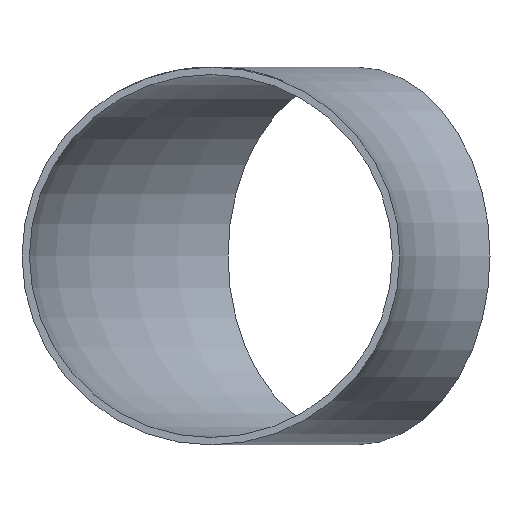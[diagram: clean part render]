
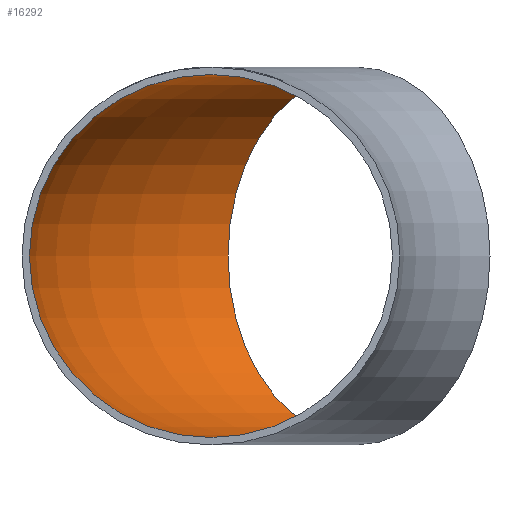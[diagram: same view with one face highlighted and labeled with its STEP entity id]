
A CAD part, front view. The second image highlights one B-rep face of the part: STEP entity #16292.
In plain terms, the highlighted toroidal (fillet/blend) face has major radius 133.5 mm and minor radius 48.8 mm.
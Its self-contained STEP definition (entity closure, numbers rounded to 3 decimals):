
#1175 = CIRCLE ( 'NONE', #15149, 48.8 ) ;
#2111 = DIRECTION ( 'NONE',  ( 0., 0., -1. ) ) ;
#2492 = ORIENTED_EDGE ( 'NONE', *, *, #11994, .T. ) ;
#3313 = ORIENTED_EDGE ( 'NONE', *, *, #5671, .F. ) ;
#3465 = CIRCLE ( 'NONE', #10569, 48.8 ) ;
#4856 = CARTESIAN_POINT ( 'NONE',  ( -128.906, 128.906, 0. ) ) ;
#4863 = EDGE_LOOP ( 'NONE', ( #3313 ) ) ;
#5671 = EDGE_CURVE ( 'NONE', #10641, #10641, #3465, .T. ) ;
#6774 = TOROIDAL_SURFACE ( 'NONE', #16771, 133.5, 48.8 ) ;
#7703 = DIRECTION ( 'NONE',  ( 0.707, 0.707, 0. ) ) ;
#8695 = FACE_OUTER_BOUND ( 'NONE', #13348, .T. ) ;
#8960 = DIRECTION ( 'NONE',  ( -0.707, 0.707, 0. ) ) ;
#10127 = CARTESIAN_POINT ( 'NONE',  ( 0., 0., 0. ) ) ;
#10569 = AXIS2_PLACEMENT_3D ( 'NONE', #14692, #16051, #10594 ) ;
#10594 = DIRECTION ( 'NONE',  ( 0., 0., 1. ) ) ;
#10641 = VERTEX_POINT ( 'NONE', #14314 ) ;
#11551 = CARTESIAN_POINT ( 'NONE',  ( -94.399, 94.399, 0. ) ) ;
#11994 = EDGE_CURVE ( 'NONE', #17078, #17078, #1175, .T. ) ;
#13348 = EDGE_LOOP ( 'NONE', ( #2492 ) ) ;
#14314 = CARTESIAN_POINT ( 'NONE',  ( -133.5, 0., 48.8 ) ) ;
#14336 = FACE_OUTER_BOUND ( 'NONE', #4863, .T. ) ;
#14692 = CARTESIAN_POINT ( 'NONE',  ( -133.5, 0., 0. ) ) ;
#15149 = AXIS2_PLACEMENT_3D ( 'NONE', #11551, #7703, #8960 ) ;
#15590 = DIRECTION ( 'NONE',  ( -1., 0., 0. ) ) ;
#16051 = DIRECTION ( 'NONE',  ( 0., 1., 0. ) ) ;
#16292 = ADVANCED_FACE ( 'NONE', ( #8695, #14336 ), #6774, .F. ) ;
#16771 = AXIS2_PLACEMENT_3D ( 'NONE', #10127, #2111, #15590 ) ;
#17078 = VERTEX_POINT ( 'NONE', #4856 ) ;
